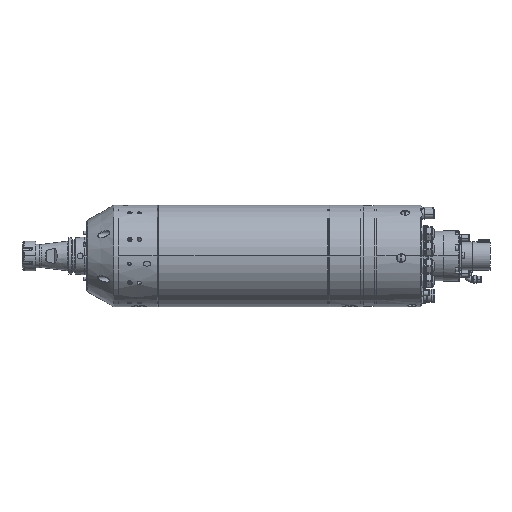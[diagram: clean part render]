
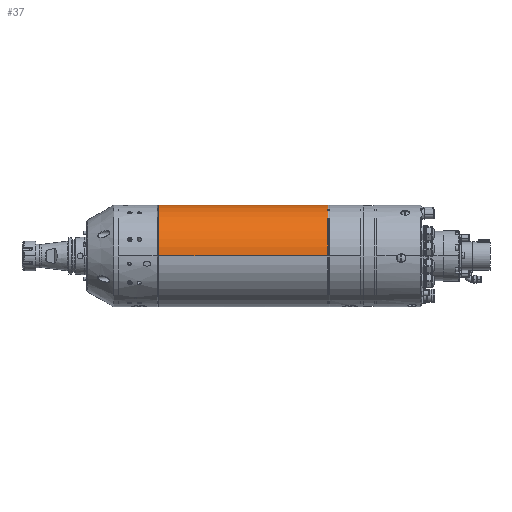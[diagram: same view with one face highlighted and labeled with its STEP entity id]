
A CAD part, top view. The second image highlights one B-rep face of the part: STEP entity #37.
In plain terms, the highlighted cylindrical face has radius 85 mm (diameter 170 mm), a partial arc.
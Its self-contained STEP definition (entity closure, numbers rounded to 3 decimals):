
#37 = ADVANCED_FACE ( 'NONE', ( #60717 ), #10814, .T. ) ;
#138 = DIRECTION ( 'NONE',  ( 1., 0., 0. ) ) ;
#1676 = VERTEX_POINT ( 'NONE', #10977 ) ;
#4002 = VECTOR ( 'NONE', #31128, 1000. ) ;
#4183 = EDGE_CURVE ( 'NONE', #1676, #18066, #32174, .T. ) ;
#5894 = AXIS2_PLACEMENT_3D ( 'NONE', #48227, #43658, #29721 ) ;
#8328 = EDGE_CURVE ( 'NONE', #18066, #43829, #20546, .T. ) ;
#9414 = EDGE_LOOP ( 'NONE', ( #44424, #50875, #30843, #58304 ) ) ;
#10814 = CYLINDRICAL_SURFACE ( 'NONE', #52571, 85. ) ;
#10977 = CARTESIAN_POINT ( 'NONE',  ( 124.8, 0., 85. ) ) ;
#11061 = VERTEX_POINT ( 'NONE', #35510 ) ;
#11766 = CARTESIAN_POINT ( 'NONE',  ( 124.8, 0., 0. ) ) ;
#16500 = LINE ( 'NONE', #45313, #4002 ) ;
#18066 = VERTEX_POINT ( 'NONE', #19766 ) ;
#19766 = CARTESIAN_POINT ( 'NONE',  ( 124.8, 0., -85. ) ) ;
#20546 = LINE ( 'NONE', #47959, #31180 ) ;
#21198 = DIRECTION ( 'NONE',  ( 0., 0., 1. ) ) ;
#27561 = AXIS2_PLACEMENT_3D ( 'NONE', #11766, #44554, #21198 ) ;
#27709 = EDGE_CURVE ( 'NONE', #1676, #11061, #16500, .T. ) ;
#29721 = DIRECTION ( 'NONE',  ( 0., 0., 1. ) ) ;
#30843 = ORIENTED_EDGE ( 'NONE', *, *, #56355, .T. ) ;
#31128 = DIRECTION ( 'NONE',  ( 1., 0., 0. ) ) ;
#31180 = VECTOR ( 'NONE', #43808, 1000. ) ;
#32174 = CIRCLE ( 'NONE', #27561, 85. ) ;
#32902 = DIRECTION ( 'NONE',  ( 0., 0., -1. ) ) ;
#35510 = CARTESIAN_POINT ( 'NONE',  ( 407.8, 0., 85. ) ) ;
#42781 = CARTESIAN_POINT ( 'NONE',  ( 463., 0., 0. ) ) ;
#43658 = DIRECTION ( 'NONE',  ( -1., 0., 0. ) ) ;
#43808 = DIRECTION ( 'NONE',  ( 1., 0., 0. ) ) ;
#43829 = VERTEX_POINT ( 'NONE', #48871 ) ;
#44424 = ORIENTED_EDGE ( 'NONE', *, *, #4183, .F. ) ;
#44554 = DIRECTION ( 'NONE',  ( -1., 0., 0. ) ) ;
#45313 = CARTESIAN_POINT ( 'NONE',  ( 463., 0., 85. ) ) ;
#47959 = CARTESIAN_POINT ( 'NONE',  ( 463., 0., -85. ) ) ;
#48227 = CARTESIAN_POINT ( 'NONE',  ( 407.8, 0., 0. ) ) ;
#48871 = CARTESIAN_POINT ( 'NONE',  ( 407.8, 0., -85. ) ) ;
#50875 = ORIENTED_EDGE ( 'NONE', *, *, #27709, .T. ) ;
#52571 = AXIS2_PLACEMENT_3D ( 'NONE', #42781, #138, #32902 ) ;
#56355 = EDGE_CURVE ( 'NONE', #11061, #43829, #56633, .T. ) ;
#56633 = CIRCLE ( 'NONE', #5894, 85. ) ;
#58304 = ORIENTED_EDGE ( 'NONE', *, *, #8328, .F. ) ;
#60717 = FACE_OUTER_BOUND ( 'NONE', #9414, .T. ) ;
